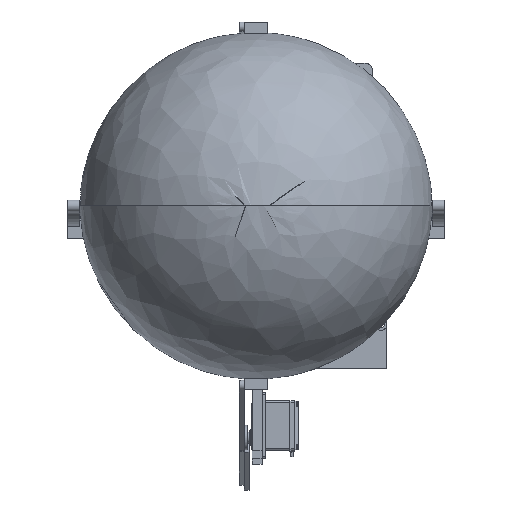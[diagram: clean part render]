
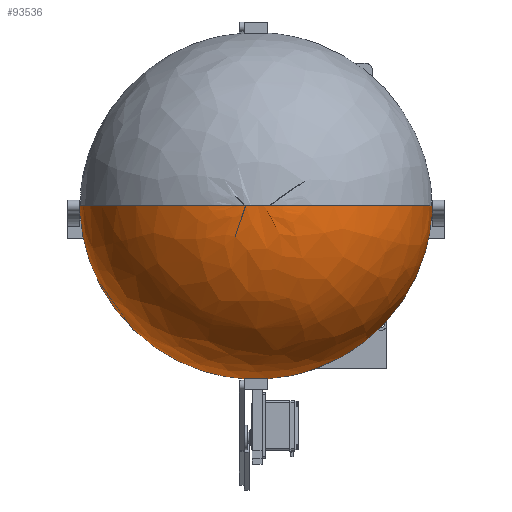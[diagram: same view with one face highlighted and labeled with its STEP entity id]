
A CAD part, front view. The second image highlights one B-rep face of the part: STEP entity #93536.
In plain terms, the highlighted free-form (B-spline) face has degree [2, 2] with [5, 3] control points.
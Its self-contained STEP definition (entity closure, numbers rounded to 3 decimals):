
#93295 = VERTEX_POINT('',#93296);
#93296 = CARTESIAN_POINT('',(8.632,11.433,
    -145.223));
#93311 = VERTEX_POINT('',#93312);
#93312 = CARTESIAN_POINT('',(8.632,22.194,
    -145.583));
#93317 = EDGE_CURVE('',#93295,#93311,#93318,.T.);
#93318 = ( BOUNDED_CURVE() B_SPLINE_CURVE(2,(#93319,#93320,#93321),
.UNSPECIFIED.,.F.,.F.) B_SPLINE_CURVE_WITH_KNOTS((3,3),(3.075,
3.142),.PIECEWISE_BEZIER_KNOTS.) CURVE() 
GEOMETRIC_REPRESENTATION_ITEM() RATIONAL_B_SPLINE_CURVE((1.,
0.999,1.)) REPRESENTATION_ITEM('') );
#93319 = CARTESIAN_POINT('',(8.632,11.433,
    -145.223));
#93320 = CARTESIAN_POINT('',(8.632,16.808,
    -145.583));
#93321 = CARTESIAN_POINT('',(8.632,22.194,
    -145.583));
#93415 = VERTEX_POINT('',#93416);
#93416 = CARTESIAN_POINT('',(-12.889,11.433,
    -145.223));
#93421 = EDGE_CURVE('',#93422,#93415,#93424,.T.);
#93422 = VERTEX_POINT('',#93423);
#93423 = CARTESIAN_POINT('',(-12.889,22.194,
    -145.583));
#93424 = ( BOUNDED_CURVE() B_SPLINE_CURVE(2,(#93425,#93426,#93427),
.UNSPECIFIED.,.F.,.F.) B_SPLINE_CURVE_WITH_KNOTS((3,3),(0.,
0.067),.PIECEWISE_BEZIER_KNOTS.) CURVE() 
GEOMETRIC_REPRESENTATION_ITEM() RATIONAL_B_SPLINE_CURVE((1.,
0.999,1.)) REPRESENTATION_ITEM('') );
#93425 = CARTESIAN_POINT('',(-12.889,22.194,
    -145.583));
#93426 = CARTESIAN_POINT('',(-12.889,16.808,
    -145.583));
#93427 = CARTESIAN_POINT('',(-12.889,11.433,
    -145.223));
#93446 = EDGE_CURVE('',#93415,#93295,#93447,.T.);
#93447 = ( BOUNDED_CURVE() B_SPLINE_CURVE(2,(#93448,#93449,#93450),
.UNSPECIFIED.,.F.,.F.) B_SPLINE_CURVE_WITH_KNOTS((3,3),(3.075,
3.208),.PIECEWISE_BEZIER_KNOTS.) CURVE() 
GEOMETRIC_REPRESENTATION_ITEM() RATIONAL_B_SPLINE_CURVE((1.,
0.998,1.)) REPRESENTATION_ITEM('') );
#93448 = CARTESIAN_POINT('',(-12.889,11.433,
    -145.223));
#93449 = CARTESIAN_POINT('',(-2.129,11.433,
    -145.943));
#93450 = CARTESIAN_POINT('',(8.632,11.433,
    -145.223));
#93490 = VERTEX_POINT('',#93491);
#93491 = CARTESIAN_POINT('',(159.08,22.194,
    7.398));
#93496 = EDGE_CURVE('',#93311,#93490,#93497,.T.);
#93497 = ( BOUNDED_CURVE() B_SPLINE_CURVE(2,(#93498,#93499,#93500),
.UNSPECIFIED.,.F.,.F.) B_SPLINE_CURVE_WITH_KNOTS((3,3),(
0.067,1.521),.PIECEWISE_BEZIER_KNOTS.) CURVE() 
GEOMETRIC_REPRESENTATION_ITEM() RATIONAL_B_SPLINE_CURVE((1.,
0.747,1.)) REPRESENTATION_ITEM('') );
#93498 = CARTESIAN_POINT('',(8.632,22.194,
    -145.583));
#93499 = CARTESIAN_POINT('',(151.9,22.194,
    -136.01));
#93500 = CARTESIAN_POINT('',(159.08,22.194,
    7.398));
#93505 = EDGE_CURVE('',#93506,#93422,#93508,.T.);
#93506 = VERTEX_POINT('',#93507);
#93507 = CARTESIAN_POINT('',(-163.337,22.194,
    7.398));
#93508 = ( BOUNDED_CURVE() B_SPLINE_CURVE(2,(#93509,#93510,#93511),
.UNSPECIFIED.,.F.,.F.) B_SPLINE_CURVE_WITH_KNOTS((3,3),(4.762,
6.216),.PIECEWISE_BEZIER_KNOTS.) CURVE() 
GEOMETRIC_REPRESENTATION_ITEM() RATIONAL_B_SPLINE_CURVE((1.,
0.747,1.)) REPRESENTATION_ITEM('') );
#93509 = CARTESIAN_POINT('',(-163.337,22.194,
    7.398));
#93510 = CARTESIAN_POINT('',(-156.158,22.194,
    -136.01));
#93511 = CARTESIAN_POINT('',(-12.889,22.194,
    -145.583));
#93536 = ADVANCED_FACE('',(#93537),#93582,.T.);
#93537 = FACE_BOUND('',#93538,.T.);
#93538 = EDGE_LOOP('',(#93539,#93540,#93541,#93542,#93543,#93558,#93568,
    #93581));
#93539 = ORIENTED_EDGE('',*,*,#93421,.T.);
#93540 = ORIENTED_EDGE('',*,*,#93446,.T.);
#93541 = ORIENTED_EDGE('',*,*,#93317,.T.);
#93542 = ORIENTED_EDGE('',*,*,#93496,.T.);
#93543 = ORIENTED_EDGE('',*,*,#93544,.T.);
#93544 = EDGE_CURVE('',#93490,#93545,#93547,.T.);
#93545 = VERTEX_POINT('',#93546);
#93546 = CARTESIAN_POINT('',(159.17,16.814,
    12.778));
#93547 = B_SPLINE_CURVE_WITH_KNOTS('',3,(#93548,#93549,#93550,#93551,
    #93552,#93553,#93554,#93555,#93556,#93557),.UNSPECIFIED.,.F.,.F.,(4,
    2,2,2,4),(0.,0.188,0.377,0.565,
    0.753),.UNSPECIFIED.);
#93548 = CARTESIAN_POINT('',(159.08,22.194,
    7.398));
#93549 = CARTESIAN_POINT('',(159.08,21.518,
    7.398));
#93550 = CARTESIAN_POINT('',(159.082,20.798,
    7.533));
#93551 = CARTESIAN_POINT('',(159.091,19.472,
    8.082));
#93552 = CARTESIAN_POINT('',(159.098,18.867,
    8.496));
#93553 = CARTESIAN_POINT('',(159.114,17.912,
    9.451));
#93554 = CARTESIAN_POINT('',(159.124,17.498,
    10.056));
#93555 = CARTESIAN_POINT('',(159.146,16.949,
    11.382));
#93556 = CARTESIAN_POINT('',(159.158,16.814,
    12.103));
#93557 = CARTESIAN_POINT('',(159.17,16.814,
    12.778));
#93558 = ORIENTED_EDGE('',*,*,#93559,.T.);
#93559 = EDGE_CURVE('',#93545,#93560,#93562,.T.);
#93560 = VERTEX_POINT('',#93561);
#93561 = CARTESIAN_POINT('',(-163.427,16.814,
    12.778));
#93562 = ( BOUNDED_CURVE() B_SPLINE_CURVE(2,(#93563,#93564,#93565,#93566
,#93567),.UNSPECIFIED.,.F.,.F.) B_SPLINE_CURVE_WITH_KNOTS((3,2,3),(
    1.604,3.142,4.679),
.PIECEWISE_BEZIER_KNOTS.) CURVE() GEOMETRIC_REPRESENTATION_ITEM() 
RATIONAL_B_SPLINE_CURVE((1.,0.719,1.,0.719,1.)) 
REPRESENTATION_ITEM('') );
#93563 = CARTESIAN_POINT('',(159.17,16.814,
    12.778));
#93564 = CARTESIAN_POINT('',(153.966,-139.194,
    12.778));
#93565 = CARTESIAN_POINT('',(-2.129,-139.194,
    12.778));
#93566 = CARTESIAN_POINT('',(-158.223,-139.194,
    12.778));
#93567 = CARTESIAN_POINT('',(-163.427,16.814,
    12.778));
#93568 = ORIENTED_EDGE('',*,*,#93569,.F.);
#93569 = EDGE_CURVE('',#93506,#93560,#93570,.T.);
#93570 = B_SPLINE_CURVE_WITH_KNOTS('',3,(#93571,#93572,#93573,#93574,
    #93575,#93576,#93577,#93578,#93579,#93580),.UNSPECIFIED.,.F.,.F.,(4,
    2,2,2,4),(0.,0.188,0.377,0.565,
    0.753),.UNSPECIFIED.);
#93571 = CARTESIAN_POINT('',(-163.337,22.194,
    7.398));
#93572 = CARTESIAN_POINT('',(-163.337,21.518,
    7.398));
#93573 = CARTESIAN_POINT('',(-163.339,20.798,
    7.533));
#93574 = CARTESIAN_POINT('',(-163.348,19.472,
    8.082));
#93575 = CARTESIAN_POINT('',(-163.355,18.867,
    8.496));
#93576 = CARTESIAN_POINT('',(-163.371,17.912,
    9.451));
#93577 = CARTESIAN_POINT('',(-163.381,17.498,
    10.056));
#93578 = CARTESIAN_POINT('',(-163.404,16.949,
    11.382));
#93579 = CARTESIAN_POINT('',(-163.416,16.814,
    12.103));
#93580 = CARTESIAN_POINT('',(-163.427,16.814,
    12.778));
#93581 = ORIENTED_EDGE('',*,*,#93505,.T.);
#93582 = ( BOUNDED_SURFACE() B_SPLINE_SURFACE(2,2,(
    (#93583,#93584,#93585)
    ,(#93586,#93587,#93588)
    ,(#93589,#93590,#93591)
    ,(#93592,#93593,#93594)
    ,(#93595,#93596,#93597
)),.UNSPECIFIED.,.F.,.F.,.F.) B_SPLINE_SURFACE_WITH_KNOTS((3,2,3),(3,3),
  (-0.252,1.571,3.393),(0.,
1.571),.UNSPECIFIED.) GEOMETRIC_REPRESENTATION_ITEM() 
RATIONAL_B_SPLINE_SURFACE((
    (1.,0.707,1.)
    ,(0.613,0.433,0.613)
    ,(1.,0.707,1.)
    ,(0.613,0.433,0.613)
,(1.,0.707,1.))) REPRESENTATION_ITEM('') SURFACE() );
#93583 = CARTESIAN_POINT('',(-158.461,22.194,
    55.638));
#93584 = CARTESIAN_POINT('',(-158.461,-139.216,
    55.638));
#93585 = CARTESIAN_POINT('',(-2.129,-139.216,
    15.468));
#93586 = CARTESIAN_POINT('',(-210.257,22.194,
    -145.942));
#93587 = CARTESIAN_POINT('',(-210.257,-139.216,
    -145.942));
#93588 = CARTESIAN_POINT('',(-2.129,-139.216,
    15.468));
#93589 = CARTESIAN_POINT('',(-2.129,22.194,
    -145.942));
#93590 = CARTESIAN_POINT('',(-2.129,-139.216,
    -145.942));
#93591 = CARTESIAN_POINT('',(-2.129,-139.216,
    15.468));
#93592 = CARTESIAN_POINT('',(206.,22.194,
    -145.942));
#93593 = CARTESIAN_POINT('',(206.,-139.216,
    -145.942));
#93594 = CARTESIAN_POINT('',(-2.129,-139.216,
    15.468));
#93595 = CARTESIAN_POINT('',(154.203,22.194,
    55.638));
#93596 = CARTESIAN_POINT('',(154.203,-139.216,
    55.638));
#93597 = CARTESIAN_POINT('',(-2.129,-139.216,
    15.468));
